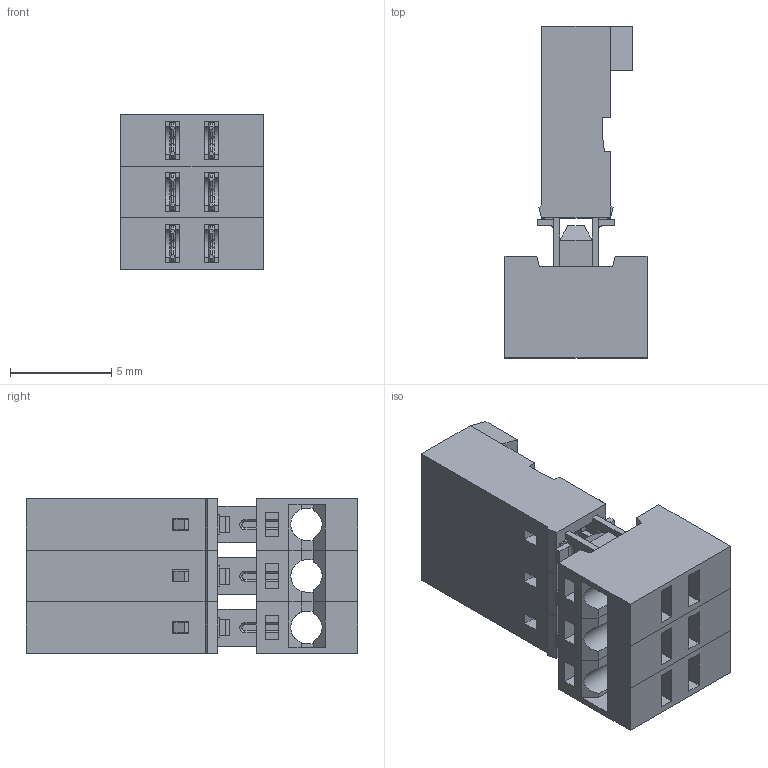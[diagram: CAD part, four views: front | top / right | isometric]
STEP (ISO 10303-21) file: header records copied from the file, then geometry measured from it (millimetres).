
FILE_DESCRIPTION(/* description */ ('Unknown'),/* implementation_level */ '2;1');
FILE_NAME(/* name */ '661003151922',/* time_stamp */ '2016-01-18T16:06:04+01:00',/* author */ ('Unknown'),/* organization */ ('Unknown'),/* preprocessor_version */ 'ST-DEVELOPER v16',/* originating_system */ 'DEX',/* authorisation */ $);
FILE_SCHEMA (('AUTOMOTIVE_DESIGN {1 0 10303 214 3 1 1}'));
Length unit declared in the file: millimetre
Products named in the file (4): 6610xx151922; 661003151922; 47828371_03_20_440_DX; 47828371_03_20_440_SX
Assembly tree (3 placements, depth 2):
  6610xx151922
    661003151922
    47828371_03_20_440_DX
    47828371_03_20_440_SX
Bounding box: 7 x 16.35 x 7.62 mm (x, y, z)
Volume: 377.4 mm3; surface area: 1395.9 mm2
Topology: 3 solids, 3 shells, 790 faces, 2350 edges, 1513 vertices
Faces by surface type: plane 730, cylinder 48, cone 12
Entity records: 31696 total; most frequent: ORIENTED_EDGE 4700, CARTESIAN_POINT 4657, DIRECTION 4112, EDGE_CURVE 2350, LINE 2176, VECTOR 2176, VERTEX_POINT 1513, AXIS2_PLACEMENT_3D 968
